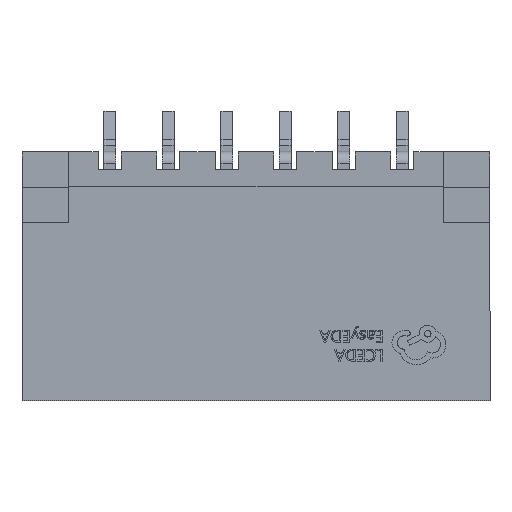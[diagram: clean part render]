
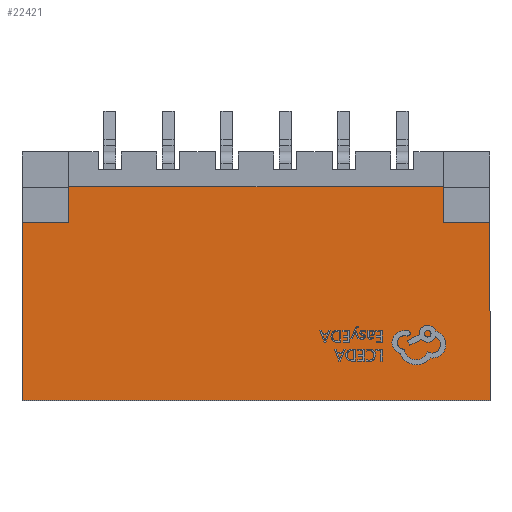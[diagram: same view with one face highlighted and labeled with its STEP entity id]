
A CAD part, top view. The second image highlights one B-rep face of the part: STEP entity #22421.
In plain terms, the highlighted planar face has unit normal (0, 0, 1).
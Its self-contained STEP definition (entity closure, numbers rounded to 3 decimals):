
#455 = VERTEX_POINT ( 'NONE', #1462 ) ;
#744 = CARTESIAN_POINT ( 'NONE',  ( 5.7, 1.525, 2.9 ) ) ;
#861 = CARTESIAN_POINT ( 'NONE',  ( 6.5, 0.925, 2.9 ) ) ;
#966 = CARTESIAN_POINT ( 'NONE',  ( 6.5, -2.125, 2.9 ) ) ;
#1268 = VECTOR ( 'NONE', #9737, 1000. ) ;
#1462 = CARTESIAN_POINT ( 'NONE',  ( -1.5, 0.925, 2.9 ) ) ;
#1591 = CARTESIAN_POINT ( 'NONE',  ( 5.7, 0.925, 2.9 ) ) ;
#3341 = VERTEX_POINT ( 'NONE', #7748 ) ;
#3757 = CARTESIAN_POINT ( 'NONE',  ( 5.7, 0.925, 2.9 ) ) ;
#4154 = ORIENTED_EDGE ( 'NONE', *, *, #22303, .T. ) ;
#4717 = VERTEX_POINT ( 'NONE', #744 ) ;
#5839 = VECTOR ( 'NONE', #9634, 1000. ) ;
#6096 = CARTESIAN_POINT ( 'NONE',  ( -0.7, 1.525, 2.9 ) ) ;
#6701 = EDGE_CURVE ( 'NONE', #3341, #7886, #16078, .T. ) ;
#6743 = ORIENTED_EDGE ( 'NONE', *, *, #6701, .F. ) ;
#6919 = CARTESIAN_POINT ( 'NONE',  ( 6.5, 2.125, 2.9 ) ) ;
#7001 = EDGE_LOOP ( 'NONE', ( #19066, #16742, #6743, #23123, #17344, #11354, #4154, #21386 ) ) ;
#7141 = CARTESIAN_POINT ( 'NONE',  ( -1.5, -2.125, 2.9 ) ) ;
#7310 = DIRECTION ( 'NONE',  ( 0., 1., 0. ) ) ;
#7650 = DIRECTION ( 'NONE',  ( 1., 0., 0. ) ) ;
#7748 = CARTESIAN_POINT ( 'NONE',  ( -0.7, 0.925, 2.9 ) ) ;
#7886 = VERTEX_POINT ( 'NONE', #6096 ) ;
#8143 = FACE_OUTER_BOUND ( 'NONE', #7001, .T. ) ;
#8732 = AXIS2_PLACEMENT_3D ( 'NONE', #9595, #16992, #7650 ) ;
#9595 = CARTESIAN_POINT ( 'NONE',  ( 0., 0., 2.9 ) ) ;
#9634 = DIRECTION ( 'NONE',  ( 1., 0., 0. ) ) ;
#9737 = DIRECTION ( 'NONE',  ( 1., 0., 0. ) ) ;
#9788 = EDGE_CURVE ( 'NONE', #16689, #19431, #15416, .T. ) ;
#9860 = CARTESIAN_POINT ( 'NONE',  ( 5.7, 0.925, 2.9 ) ) ;
#10231 = LINE ( 'NONE', #6919, #14913 ) ;
#10852 = VECTOR ( 'NONE', #7310, 1000. ) ;
#11146 = CARTESIAN_POINT ( 'NONE',  ( -0.7, 1.525, 2.9 ) ) ;
#11354 = ORIENTED_EDGE ( 'NONE', *, *, #15450, .T. ) ;
#11400 = LINE ( 'NONE', #11146, #14442 ) ;
#11562 = VERTEX_POINT ( 'NONE', #966 ) ;
#11618 = VECTOR ( 'NONE', #14472, 1000. ) ;
#12262 = LINE ( 'NONE', #15644, #16565 ) ;
#12438 = CARTESIAN_POINT ( 'NONE',  ( -1.5, 2.125, 2.9 ) ) ;
#12572 = VERTEX_POINT ( 'NONE', #7141 ) ;
#13676 = EDGE_CURVE ( 'NONE', #3341, #455, #12262, .T. ) ;
#14000 = LINE ( 'NONE', #12438, #11618 ) ;
#14442 = VECTOR ( 'NONE', #24014, 1000. ) ;
#14472 = DIRECTION ( 'NONE',  ( 0., -1., 0. ) ) ;
#14678 = VECTOR ( 'NONE', #23497, 1000. ) ;
#14913 = VECTOR ( 'NONE', #17633, 1000. ) ;
#14937 = EDGE_CURVE ( 'NONE', #16689, #4717, #23952, .T. ) ;
#15416 = LINE ( 'NONE', #9860, #1268 ) ;
#15450 = EDGE_CURVE ( 'NONE', #12572, #11562, #16799, .T. ) ;
#15644 = CARTESIAN_POINT ( 'NONE',  ( -0.7, 0.925, 2.9 ) ) ;
#15825 = CARTESIAN_POINT ( 'NONE',  ( -0.7, 0.925, 2.9 ) ) ;
#16078 = LINE ( 'NONE', #15825, #14678 ) ;
#16565 = VECTOR ( 'NONE', #23190, 1000. ) ;
#16689 = VERTEX_POINT ( 'NONE', #3757 ) ;
#16742 = ORIENTED_EDGE ( 'NONE', *, *, #20577, .F. ) ;
#16799 = LINE ( 'NONE', #22398, #5839 ) ;
#16992 = DIRECTION ( 'NONE',  ( 0., 0., 1. ) ) ;
#17344 = ORIENTED_EDGE ( 'NONE', *, *, #19535, .T. ) ;
#17633 = DIRECTION ( 'NONE',  ( 0., 1., 0. ) ) ;
#19066 = ORIENTED_EDGE ( 'NONE', *, *, #14937, .T. ) ;
#19431 = VERTEX_POINT ( 'NONE', #861 ) ;
#19535 = EDGE_CURVE ( 'NONE', #455, #12572, #14000, .T. ) ;
#20577 = EDGE_CURVE ( 'NONE', #7886, #4717, #11400, .T. ) ;
#21140 = PLANE ( 'NONE',  #8732 ) ;
#21386 = ORIENTED_EDGE ( 'NONE', *, *, #9788, .F. ) ;
#22303 = EDGE_CURVE ( 'NONE', #11562, #19431, #10231, .T. ) ;
#22398 = CARTESIAN_POINT ( 'NONE',  ( -1.5, -2.125, 2.9 ) ) ;
#22421 = ADVANCED_FACE ( 'NONE', ( #8143 ), #21140, .T. ) ;
#23123 = ORIENTED_EDGE ( 'NONE', *, *, #13676, .T. ) ;
#23190 = DIRECTION ( 'NONE',  ( -1., 0., 0. ) ) ;
#23497 = DIRECTION ( 'NONE',  ( 0., 1., 0. ) ) ;
#23952 = LINE ( 'NONE', #1591, #10852 ) ;
#24014 = DIRECTION ( 'NONE',  ( 1., 0., 0. ) ) ;
